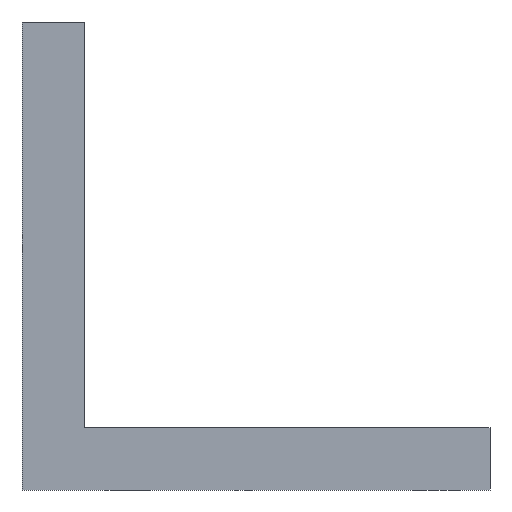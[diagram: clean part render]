
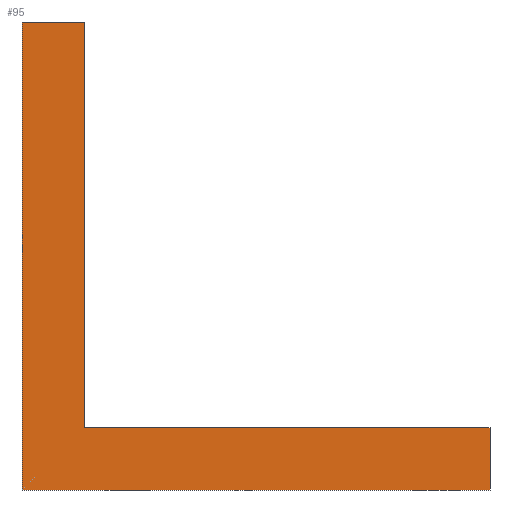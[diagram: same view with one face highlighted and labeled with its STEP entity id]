
A CAD part, front view. The second image highlights one B-rep face of the part: STEP entity #95.
In plain terms, the highlighted planar face has unit normal (0, -1, 0).
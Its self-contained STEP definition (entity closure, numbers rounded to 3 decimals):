
#95=ADVANCED_FACE('',(#218),#219,.T.);
#218=FACE_OUTER_BOUND('',#362,.T.);
#219=PLANE('',#363);
#362=EDGE_LOOP('',(#585,#586,#587,#588,#589,#590));
#363=AXIS2_PLACEMENT_3D('',#591,#592,#593);
#585=ORIENTED_EDGE('',*,*,#896,.T.);
#586=ORIENTED_EDGE('',*,*,#854,.T.);
#587=ORIENTED_EDGE('',*,*,#917,.T.);
#588=ORIENTED_EDGE('',*,*,#913,.T.);
#589=ORIENTED_EDGE('',*,*,#885,.F.);
#590=ORIENTED_EDGE('',*,*,#893,.T.);
#591=CARTESIAN_POINT('',(30.0,155.0,12.0));
#592=DIRECTION('',(0.0,-1.0,0.0));
#593=DIRECTION('',(0.0,0.0,-1.0));
#854=EDGE_CURVE('',#1015,#1013,#1016,.T.);
#885=EDGE_CURVE('',#1067,#1069,#1070,.T.);
#893=EDGE_CURVE('',#1067,#1080,#1082,.T.);
#896=EDGE_CURVE('',#1080,#1015,#1085,.T.);
#913=EDGE_CURVE('',#1112,#1069,#1113,.T.);
#917=EDGE_CURVE('',#1013,#1112,#1118,.T.);
#1013=VERTEX_POINT('',#1228);
#1015=VERTEX_POINT('',#1231);
#1016=LINE('',#1232,#1233);
#1067=VERTEX_POINT('',#1302);
#1069=VERTEX_POINT('',#1305);
#1070=LINE('',#1306,#1307);
#1080=VERTEX_POINT('',#1319);
#1082=LINE('',#1322,#1323);
#1085=LINE('',#1327,#1328);
#1112=VERTEX_POINT('',#1361);
#1113=LINE('',#1362,#1363);
#1118=LINE('',#1370,#1371);
#1228=CARTESIAN_POINT('',(-48.0,155.0,90.0));
#1231=CARTESIAN_POINT('',(-48.0,155.0,12.0));
#1232=CARTESIAN_POINT('',(-48.0,155.0,12.0));
#1233=VECTOR('',#1489,1.0);
#1302=CARTESIAN_POINT('',(30.0,155.0,0.0));
#1305=CARTESIAN_POINT('',(-60.0,155.0,0.0));
#1306=CARTESIAN_POINT('',(30.0,155.0,0.0));
#1307=VECTOR('',#1527,1.0);
#1319=CARTESIAN_POINT('',(30.0,155.0,12.0));
#1322=CARTESIAN_POINT('',(30.0,155.0,0.0));
#1323=VECTOR('',#1540,1.0);
#1327=CARTESIAN_POINT('',(30.0,155.0,12.0));
#1328=VECTOR('',#1542,1.0);
#1361=CARTESIAN_POINT('',(-60.0,155.0,90.0));
#1362=CARTESIAN_POINT('',(-60.0,155.0,90.0));
#1363=VECTOR('',#1573,1.0);
#1370=CARTESIAN_POINT('',(-48.0,155.0,90.0));
#1371=VECTOR('',#1576,1.0);
#1489=DIRECTION('',(0.0,0.0,1.0));
#1527=DIRECTION('',(-1.0,0.0,0.0));
#1540=DIRECTION('',(0.0,0.0,1.0));
#1542=DIRECTION('',(-1.0,0.0,0.0));
#1573=DIRECTION('',(0.0,0.0,-1.0));
#1576=DIRECTION('',(-1.0,0.0,0.0));
